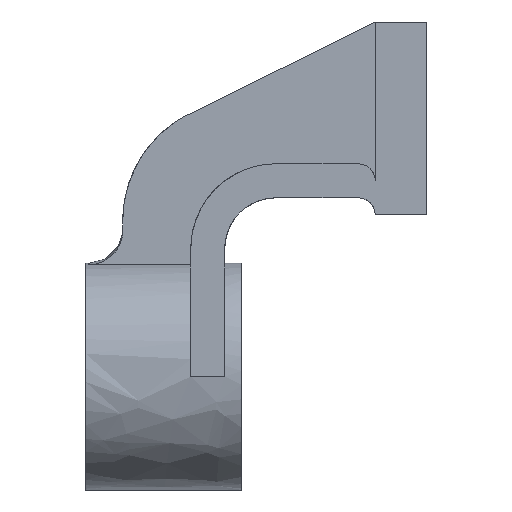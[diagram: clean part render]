
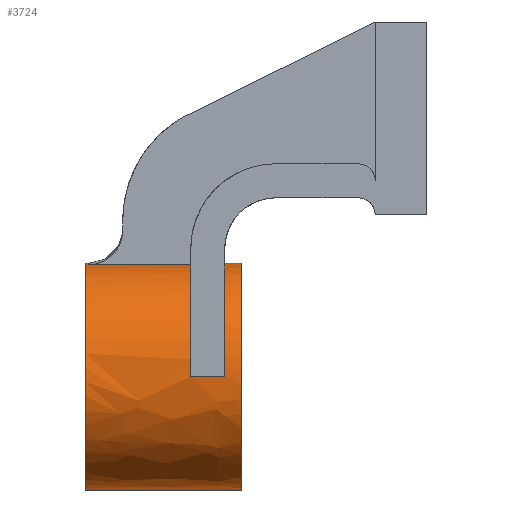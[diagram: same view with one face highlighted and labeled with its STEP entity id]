
A CAD part, left-side view. The second image highlights one B-rep face of the part: STEP entity #3724.
In plain terms, the highlighted free-form (B-spline) face has degree [2, 1] with [5, 2] control points.
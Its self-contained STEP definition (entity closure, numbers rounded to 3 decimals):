
#3724 = ADVANCED_FACE('',(#3725),#3806,.T.);
#3725 = FACE_BOUND('',#3726,.T.);
#3726 = EDGE_LOOP('',(#3727,#3739,#3746,#3754,#3761,#3769,#3776,#3784,
    #3791,#3801));
#3727 = ORIENTED_EDGE('',*,*,#3728,.F.);
#3728 = EDGE_CURVE('',#3729,#3731,#3733,.T.);
#3729 = VERTEX_POINT('',#3730);
#3730 = CARTESIAN_POINT('',(0.,102.285,-43.471));
#3731 = VERTEX_POINT('',#3732);
#3732 = CARTESIAN_POINT('',(0.,102.285,
    -111.661));
#3733 = ( BOUNDED_CURVE() B_SPLINE_CURVE(2,(#3734,#3735,#3736,#3737,
#3738),.UNSPECIFIED.,.F.,.F.) B_SPLINE_CURVE_WITH_KNOTS((3,2,3),(
    0.,1.571,3.142),
.PIECEWISE_BEZIER_KNOTS.) CURVE() GEOMETRIC_REPRESENTATION_ITEM() 
RATIONAL_B_SPLINE_CURVE((1.,0.707,1.,0.707,1.)) 
REPRESENTATION_ITEM('') );
#3734 = CARTESIAN_POINT('',(0.,102.285,-43.471));
#3735 = CARTESIAN_POINT('',(-34.095,102.285,
    -43.471));
#3736 = CARTESIAN_POINT('',(-34.095,102.285,
    -77.566));
#3737 = CARTESIAN_POINT('',(-34.095,102.285,
    -111.661));
#3738 = CARTESIAN_POINT('',(0.,102.285,
    -111.661));
#3739 = ORIENTED_EDGE('',*,*,#3740,.F.);
#3740 = EDGE_CURVE('',#3741,#3729,#3743,.T.);
#3741 = VERTEX_POINT('',#3742);
#3742 = CARTESIAN_POINT('',(0.,101.432,
    -43.471));
#3743 = B_SPLINE_CURVE_WITH_KNOTS('',1,(#3744,#3745),.UNSPECIFIED.,.F.,
  .F.,(2,2),(0.,1.),.PIECEWISE_BEZIER_KNOTS.);
#3744 = CARTESIAN_POINT('',(0.,101.432,-43.471));
#3745 = CARTESIAN_POINT('',(0.,102.285,-43.471));
#3746 = ORIENTED_EDGE('',*,*,#3747,.F.);
#3747 = EDGE_CURVE('',#3748,#3741,#3750,.T.);
#3748 = VERTEX_POINT('',#3749);
#3749 = CARTESIAN_POINT('',(-5.967,101.432,
    -43.997));
#3750 = ( BOUNDED_CURVE() B_SPLINE_CURVE(2,(#3751,#3752,#3753),
.UNSPECIFIED.,.F.,.F.) B_SPLINE_CURVE_WITH_KNOTS((3,3),(0.,
0.176),.PIECEWISE_BEZIER_KNOTS.) CURVE() 
GEOMETRIC_REPRESENTATION_ITEM() RATIONAL_B_SPLINE_CURVE((1.,
0.996,1.)) REPRESENTATION_ITEM('') );
#3751 = CARTESIAN_POINT('',(-5.967,101.432,
    -43.997));
#3752 = CARTESIAN_POINT('',(-3.006,101.432,
    -43.471));
#3753 = CARTESIAN_POINT('',(0.,101.432,
    -43.471));
#3754 = ORIENTED_EDGE('',*,*,#3755,.F.);
#3755 = EDGE_CURVE('',#3756,#3748,#3758,.T.);
#3756 = VERTEX_POINT('',#3757);
#3757 = CARTESIAN_POINT('',(-5.967,70.747,
    -43.997));
#3758 = B_SPLINE_CURVE_WITH_KNOTS('',1,(#3759,#3760),.UNSPECIFIED.,.F.,
  .F.,(2,2),(0.,36.),.PIECEWISE_BEZIER_KNOTS.);
#3759 = CARTESIAN_POINT('',(-5.967,70.747,
    -43.997));
#3760 = CARTESIAN_POINT('',(-5.967,101.432,
    -43.997));
#3761 = ORIENTED_EDGE('',*,*,#3762,.F.);
#3762 = EDGE_CURVE('',#3763,#3756,#3765,.T.);
#3763 = VERTEX_POINT('',#3764);
#3764 = CARTESIAN_POINT('',(-34.095,70.747,
    -77.566));
#3765 = ( BOUNDED_CURVE() B_SPLINE_CURVE(2,(#3766,#3767,#3768),
.UNSPECIFIED.,.F.,.F.) B_SPLINE_CURVE_WITH_KNOTS((3,3),(
0.,1.395),.PIECEWISE_BEZIER_KNOTS.) CURVE() 
GEOMETRIC_REPRESENTATION_ITEM() RATIONAL_B_SPLINE_CURVE((1.,
0.766,1.)) REPRESENTATION_ITEM('') );
#3766 = CARTESIAN_POINT('',(-34.095,70.747,
    -77.566));
#3767 = CARTESIAN_POINT('',(-34.095,70.747,
    -48.997));
#3768 = CARTESIAN_POINT('',(-5.967,70.747,
    -43.997));
#3769 = ORIENTED_EDGE('',*,*,#3770,.F.);
#3770 = EDGE_CURVE('',#3771,#3763,#3773,.T.);
#3771 = VERTEX_POINT('',#3772);
#3772 = CARTESIAN_POINT('',(-34.095,60.518,
    -77.566));
#3773 = B_SPLINE_CURVE_WITH_KNOTS('',1,(#3774,#3775),.UNSPECIFIED.,.F.,
  .F.,(2,2),(0.,12.),.PIECEWISE_BEZIER_KNOTS.);
#3774 = CARTESIAN_POINT('',(-34.095,60.518,
    -77.566));
#3775 = CARTESIAN_POINT('',(-34.095,70.747,
    -77.566));
#3776 = ORIENTED_EDGE('',*,*,#3777,.F.);
#3777 = EDGE_CURVE('',#3778,#3771,#3780,.T.);
#3778 = VERTEX_POINT('',#3779);
#3779 = CARTESIAN_POINT('',(0.,60.518,-43.471));
#3780 = ( BOUNDED_CURVE() B_SPLINE_CURVE(2,(#3781,#3782,#3783),
.UNSPECIFIED.,.F.,.F.) B_SPLINE_CURVE_WITH_KNOTS((3,3),(
0.,1.571),.PIECEWISE_BEZIER_KNOTS.) CURVE() 
GEOMETRIC_REPRESENTATION_ITEM() RATIONAL_B_SPLINE_CURVE((1.,
0.707,1.)) REPRESENTATION_ITEM('') );
#3781 = CARTESIAN_POINT('',(0.,60.518,-43.471));
#3782 = CARTESIAN_POINT('',(-34.095,60.518,
    -43.471));
#3783 = CARTESIAN_POINT('',(-34.095,60.518,
    -77.566));
#3784 = ORIENTED_EDGE('',*,*,#3785,.F.);
#3785 = EDGE_CURVE('',#3786,#3778,#3788,.T.);
#3786 = VERTEX_POINT('',#3787);
#3787 = CARTESIAN_POINT('',(0.,55.404,
    -43.471));
#3788 = B_SPLINE_CURVE_WITH_KNOTS('',1,(#3789,#3790),.UNSPECIFIED.,.F.,
  .F.,(2,2),(0.,6.),.PIECEWISE_BEZIER_KNOTS.);
#3789 = CARTESIAN_POINT('',(0.,55.404,-43.471));
#3790 = CARTESIAN_POINT('',(0.,60.518,-43.471));
#3791 = ORIENTED_EDGE('',*,*,#3792,.F.);
#3792 = EDGE_CURVE('',#3793,#3786,#3795,.T.);
#3793 = VERTEX_POINT('',#3794);
#3794 = CARTESIAN_POINT('',(0.,55.404,-111.661));
#3795 = ( BOUNDED_CURVE() B_SPLINE_CURVE(2,(#3796,#3797,#3798,#3799,
#3800),.UNSPECIFIED.,.F.,.F.) B_SPLINE_CURVE_WITH_KNOTS((3,2,3),(
    0.,1.571,3.142),
.PIECEWISE_BEZIER_KNOTS.) CURVE() GEOMETRIC_REPRESENTATION_ITEM() 
RATIONAL_B_SPLINE_CURVE((1.,0.707,1.,0.707,1.)) 
REPRESENTATION_ITEM('') );
#3796 = CARTESIAN_POINT('',(0.,55.404,-111.661));
#3797 = CARTESIAN_POINT('',(-34.095,55.404,
    -111.661));
#3798 = CARTESIAN_POINT('',(-34.095,55.404,
    -77.566));
#3799 = CARTESIAN_POINT('',(-34.095,55.404,
    -43.471));
#3800 = CARTESIAN_POINT('',(0.,55.404,
    -43.471));
#3801 = ORIENTED_EDGE('',*,*,#3802,.F.);
#3802 = EDGE_CURVE('',#3731,#3793,#3803,.T.);
#3803 = B_SPLINE_CURVE_WITH_KNOTS('',1,(#3804,#3805),.UNSPECIFIED.,.F.,
  .F.,(2,2),(0.,55.),.PIECEWISE_BEZIER_KNOTS.);
#3804 = CARTESIAN_POINT('',(0.,102.285,-111.661));
#3805 = CARTESIAN_POINT('',(0.,55.404,-111.661));
#3806 = ( BOUNDED_SURFACE() B_SPLINE_SURFACE(2,1,(
    (#3807,#3808)
    ,(#3809,#3810)
    ,(#3811,#3812)
    ,(#3813,#3814)
    ,(#3815,#3816
)),.UNSPECIFIED.,.F.,.F.,.F.) B_SPLINE_SURFACE_WITH_KNOTS((3,2,3),(2,2),
  (0.,1.571,3.142),(0.,55.),.PIECEWISE_BEZIER_KNOTS.) 
GEOMETRIC_REPRESENTATION_ITEM() RATIONAL_B_SPLINE_SURFACE((
    (1.,1.)
    ,(0.707,0.707)
    ,(1.,1.)
    ,(0.707,0.707)
,(1.,1.))) REPRESENTATION_ITEM('') SURFACE() );
#3807 = CARTESIAN_POINT('',(0.,55.404,
    -43.471));
#3808 = CARTESIAN_POINT('',(0.,102.285,
    -43.471));
#3809 = CARTESIAN_POINT('',(-34.095,55.404,
    -43.471));
#3810 = CARTESIAN_POINT('',(-34.095,102.285,
    -43.471));
#3811 = CARTESIAN_POINT('',(-34.095,55.404,
    -77.566));
#3812 = CARTESIAN_POINT('',(-34.095,102.285,
    -77.566));
#3813 = CARTESIAN_POINT('',(-34.095,55.404,
    -111.661));
#3814 = CARTESIAN_POINT('',(-34.095,102.285,
    -111.661));
#3815 = CARTESIAN_POINT('',(0.,55.404,
    -111.661));
#3816 = CARTESIAN_POINT('',(0.,102.285,
    -111.661));
